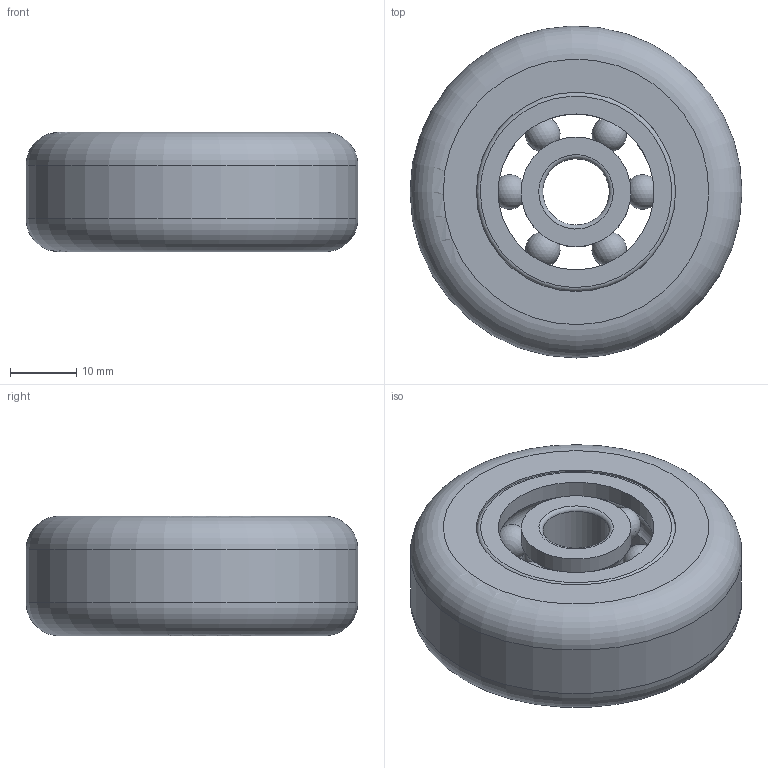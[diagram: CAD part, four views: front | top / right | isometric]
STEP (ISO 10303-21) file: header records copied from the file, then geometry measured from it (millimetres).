
FILE_DESCRIPTION( ('This file contains a STEP AP42 implementation' ,'as created by ZW3D STEP Interface translator.' ,'') ,'2;1' );
FILE_NAME( '迖湍謫磁.iam.stp' ,'251027.114734', (''), ('ZWCAD Software Co.'), 'Version 1.0', 'ZW3D to STEP translator', '' );
FILE_SCHEMA(('AUTOMOTIVE_DESIGN { 1 0 10303 214 1 1 1 1 }'));
Length unit declared in the file: millimetre
Products named in the file (6): 0; 迖湍謫磁.iam; 迖湍謫.ipt; 迖湍謫粣創.iam; 迖湍謫粣創; 幗雄粣創 6200 N GB_T 276-94.ipt
Assembly tree (5 placements, depth 4):
  0
  迖湍謫磁.iam
    迖湍謫.ipt
    迖湍謫粣創.iam  x2
      迖湍謫粣創
        幗雄粣創 6200 N GB_T 276-94.ipt
Bounding box: 50 x 49.99 x 18 mm (x, y, z)
Volume: 28355.3 mm3; surface area: 13888.9 mm2
Topology: 17 solids, 17 shells, 78 faces, 198 edges, 134 vertices
Faces by surface type: torus 34, cylinder 18, plane 14, sphere 12
Full cylindrical faces by diameter (mm): 10 x2, 16.52 x4, 23.48 x4, 27.84 x2, 30 x5, 50 x1
Entity records: 1486 total; most frequent: DIRECTION 296, CARTESIAN_POINT 227, ORIENTED_EDGE 192, AXIS2_PLACEMENT_3D 143, EDGE_CURVE 96, CIRCLE 86, VERTEX_POINT 74, EDGE_LOOP 50
